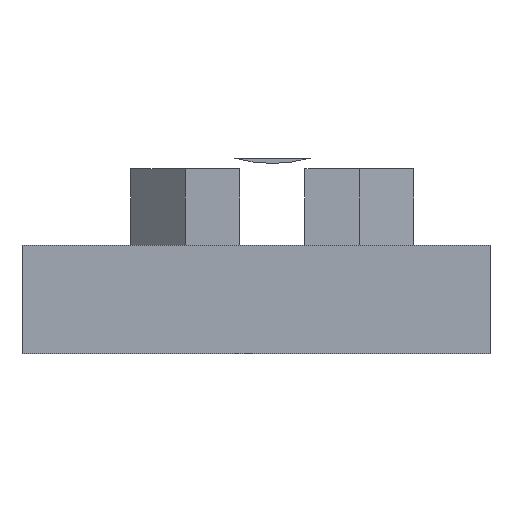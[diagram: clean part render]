
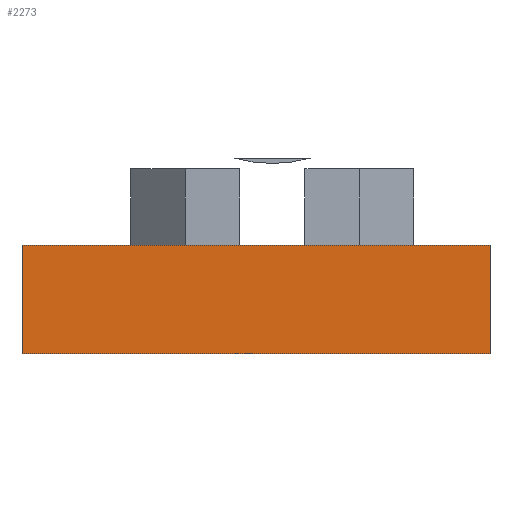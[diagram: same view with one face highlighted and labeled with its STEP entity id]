
A CAD part, front view. The second image highlights one B-rep face of the part: STEP entity #2273.
In plain terms, the highlighted planar face has unit normal (0, -1, 0).
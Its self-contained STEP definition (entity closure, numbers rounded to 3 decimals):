
#93 = PLANE('',#94);
#94 = AXIS2_PLACEMENT_3D('',#95,#96,#97);
#95 = CARTESIAN_POINT('',(-2.5,7.,-1.8));
#96 = DIRECTION('',(0.,0.,1.));
#97 = DIRECTION('',(1.,0.,0.));
#772 = VERTEX_POINT('',#773);
#773 = CARTESIAN_POINT('',(4.3,-9.2,-1.8));
#789 = PLANE('',#790);
#790 = AXIS2_PLACEMENT_3D('',#791,#792,#793);
#791 = CARTESIAN_POINT('',(4.3,-16.,-1.8));
#792 = DIRECTION('',(1.,0.,0.));
#793 = DIRECTION('',(0.,0.,1.));
#1000 = VERTEX_POINT('',#1001);
#1001 = CARTESIAN_POINT('',(-4.3,-9.2,-1.8));
#1015 = PLANE('',#1016);
#1016 = AXIS2_PLACEMENT_3D('',#1017,#1018,#1019);
#1017 = CARTESIAN_POINT('',(-4.3,-11.05,8.));
#1018 = DIRECTION('',(-1.,0.,0.));
#1019 = DIRECTION('',(0.,1.,0.));
#1027 = EDGE_CURVE('',#1000,#772,#1028,.T.);
#1028 = SURFACE_CURVE('',#1029,(#1033,#1040),.PCURVE_S1.);
#1029 = LINE('',#1030,#1031);
#1030 = CARTESIAN_POINT('',(-9.05,-9.2,-1.8));
#1031 = VECTOR('',#1032,1.);
#1032 = DIRECTION('',(1.,0.,0.));
#1033 = PCURVE('',#93,#1034);
#1034 = DEFINITIONAL_REPRESENTATION('',(#1035),#1039);
#1035 = LINE('',#1036,#1037);
#1036 = CARTESIAN_POINT('',(-6.55,-16.2));
#1037 = VECTOR('',#1038,1.);
#1038 = DIRECTION('',(1.,0.));
#1039 = ( GEOMETRIC_REPRESENTATION_CONTEXT(2) 
PARAMETRIC_REPRESENTATION_CONTEXT() REPRESENTATION_CONTEXT('2D SPACE',''
  ) );
#1040 = PCURVE('',#1041,#1046);
#1041 = PLANE('',#1042);
#1042 = AXIS2_PLACEMENT_3D('',#1043,#1044,#1045);
#1043 = CARTESIAN_POINT('',(-6.4,-9.2,-2.));
#1044 = DIRECTION('',(0.,1.,0.));
#1045 = DIRECTION('',(0.,0.,1.));
#1046 = DEFINITIONAL_REPRESENTATION('',(#1047),#1051);
#1047 = LINE('',#1048,#1049);
#1048 = CARTESIAN_POINT('',(0.2,-2.65));
#1049 = VECTOR('',#1050,1.);
#1050 = DIRECTION('',(0.,1.));
#1051 = ( GEOMETRIC_REPRESENTATION_CONTEXT(2) 
PARAMETRIC_REPRESENTATION_CONTEXT() REPRESENTATION_CONTEXT('2D SPACE',''
  ) );
#1096 = PLANE('',#1097);
#1097 = AXIS2_PLACEMENT_3D('',#1098,#1099,#1100);
#1098 = CARTESIAN_POINT('',(-11.7,-16.,0.2));
#1099 = DIRECTION('',(0.,0.,1.));
#1100 = DIRECTION('',(1.,0.,0.));
#1361 = VERTEX_POINT('',#1362);
#1362 = CARTESIAN_POINT('',(4.3,-9.2,0.2));
#1549 = VERTEX_POINT('',#1550);
#1550 = CARTESIAN_POINT('',(-4.3,-9.2,0.2));
#1571 = EDGE_CURVE('',#1549,#1361,#1572,.T.);
#1572 = SURFACE_CURVE('',#1573,(#1577,#1584),.PCURVE_S1.);
#1573 = LINE('',#1574,#1575);
#1574 = CARTESIAN_POINT('',(-6.4,-9.2,0.2));
#1575 = VECTOR('',#1576,1.);
#1576 = DIRECTION('',(1.,0.,0.));
#1577 = PCURVE('',#1096,#1578);
#1578 = DEFINITIONAL_REPRESENTATION('',(#1579),#1583);
#1579 = LINE('',#1580,#1581);
#1580 = CARTESIAN_POINT('',(5.3,6.8));
#1581 = VECTOR('',#1582,1.);
#1582 = DIRECTION('',(1.,0.));
#1583 = ( GEOMETRIC_REPRESENTATION_CONTEXT(2) 
PARAMETRIC_REPRESENTATION_CONTEXT() REPRESENTATION_CONTEXT('2D SPACE',''
  ) );
#1584 = PCURVE('',#1041,#1585);
#1585 = DEFINITIONAL_REPRESENTATION('',(#1586),#1590);
#1586 = LINE('',#1587,#1588);
#1587 = CARTESIAN_POINT('',(2.2,0.));
#1588 = VECTOR('',#1589,1.);
#1589 = DIRECTION('',(0.,1.));
#1590 = ( GEOMETRIC_REPRESENTATION_CONTEXT(2) 
PARAMETRIC_REPRESENTATION_CONTEXT() REPRESENTATION_CONTEXT('2D SPACE',''
  ) );
#2230 = EDGE_CURVE('',#1361,#772,#2231,.T.);
#2231 = SURFACE_CURVE('',#2232,(#2236,#2243),.PCURVE_S1.);
#2232 = LINE('',#2233,#2234);
#2233 = CARTESIAN_POINT('',(4.3,-9.2,-1.9));
#2234 = VECTOR('',#2235,1.);
#2235 = DIRECTION('',(0.,0.,-1.));
#2236 = PCURVE('',#789,#2237);
#2237 = DEFINITIONAL_REPRESENTATION('',(#2238),#2242);
#2238 = LINE('',#2239,#2240);
#2239 = CARTESIAN_POINT('',(-0.1,-6.8));
#2240 = VECTOR('',#2241,1.);
#2241 = DIRECTION('',(-1.,0.));
#2242 = ( GEOMETRIC_REPRESENTATION_CONTEXT(2) 
PARAMETRIC_REPRESENTATION_CONTEXT() REPRESENTATION_CONTEXT('2D SPACE',''
  ) );
#2243 = PCURVE('',#1041,#2244);
#2244 = DEFINITIONAL_REPRESENTATION('',(#2245),#2249);
#2245 = LINE('',#2246,#2247);
#2246 = CARTESIAN_POINT('',(0.1,10.7));
#2247 = VECTOR('',#2248,1.);
#2248 = DIRECTION('',(-1.,0.));
#2249 = ( GEOMETRIC_REPRESENTATION_CONTEXT(2) 
PARAMETRIC_REPRESENTATION_CONTEXT() REPRESENTATION_CONTEXT('2D SPACE',''
  ) );
#2273 = ADVANCED_FACE('',(#2274),#1041,.F.);
#2274 = FACE_BOUND('',#2275,.F.);
#2275 = EDGE_LOOP('',(#2276,#2277,#2298,#2299));
#2276 = ORIENTED_EDGE('',*,*,#1027,.F.);
#2277 = ORIENTED_EDGE('',*,*,#2278,.F.);
#2278 = EDGE_CURVE('',#1549,#1000,#2279,.T.);
#2279 = SURFACE_CURVE('',#2280,(#2284,#2291),.PCURVE_S1.);
#2280 = LINE('',#2281,#2282);
#2281 = CARTESIAN_POINT('',(-4.3,-9.2,3.));
#2282 = VECTOR('',#2283,1.);
#2283 = DIRECTION('',(0.,0.,-1.));
#2284 = PCURVE('',#1041,#2285);
#2285 = DEFINITIONAL_REPRESENTATION('',(#2286),#2290);
#2286 = LINE('',#2287,#2288);
#2287 = CARTESIAN_POINT('',(5.,2.1));
#2288 = VECTOR('',#2289,1.);
#2289 = DIRECTION('',(-1.,0.));
#2290 = ( GEOMETRIC_REPRESENTATION_CONTEXT(2) 
PARAMETRIC_REPRESENTATION_CONTEXT() REPRESENTATION_CONTEXT('2D SPACE',''
  ) );
#2291 = PCURVE('',#1015,#2292);
#2292 = DEFINITIONAL_REPRESENTATION('',(#2293),#2297);
#2293 = LINE('',#2294,#2295);
#2294 = CARTESIAN_POINT('',(1.85,5.));
#2295 = VECTOR('',#2296,1.);
#2296 = DIRECTION('',(0.,1.));
#2297 = ( GEOMETRIC_REPRESENTATION_CONTEXT(2) 
PARAMETRIC_REPRESENTATION_CONTEXT() REPRESENTATION_CONTEXT('2D SPACE',''
  ) );
#2298 = ORIENTED_EDGE('',*,*,#1571,.T.);
#2299 = ORIENTED_EDGE('',*,*,#2230,.T.);
